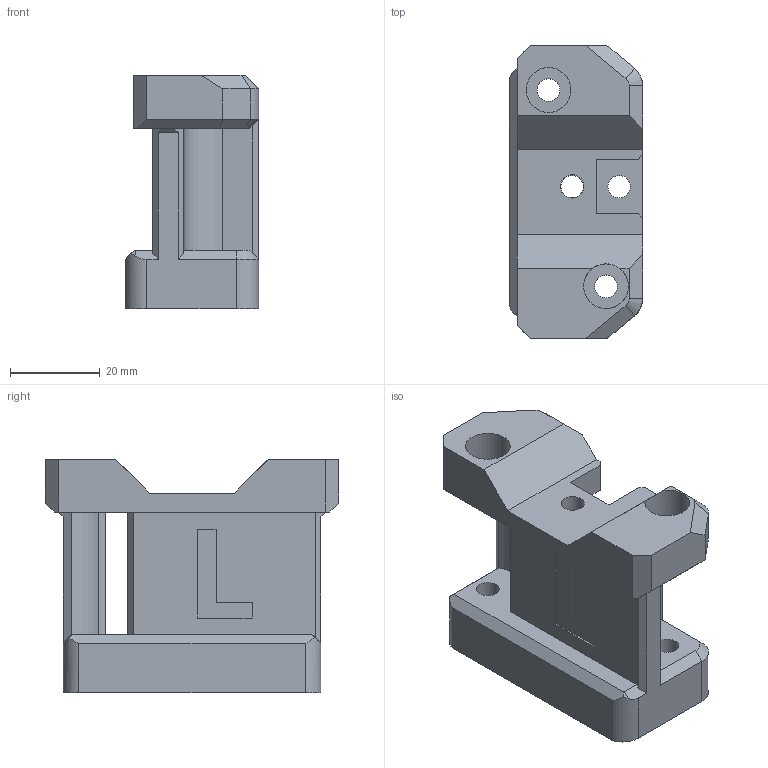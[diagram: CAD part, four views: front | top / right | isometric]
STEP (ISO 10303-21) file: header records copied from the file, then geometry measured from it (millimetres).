
FILE_DESCRIPTION(/* description */ ('STEP AP214'),/* implementation_level */ '2;1');
FILE_NAME(/* name */ '6083075bad7a4210dca02c36',/* time_stamp */ '2021-04-23T17:43:56+00:00',/* author */ (''),/* organization */ (''),/* preprocessor_version */ 'ST-DEVELOPER v18.1',/* originating_system */ ' ',/* authorisation */ ' ');
FILE_SCHEMA (('AUTOMOTIVE_DESIGN {1 0 10303 214 3 1 1}'));
Length unit declared in the file: metre
Products named in the file (1): xy_joiner_left
Bounding box: 29.75 x 65.5 x 52 mm (x, y, z)
Volume: 45993.5 mm3; surface area: 16340.2 mm2
Topology: 1 solids, 1 shells, 121 faces, 341 edges, 224 vertices
Faces by surface type: plane 96, cylinder 19, cone 6
Full cylindrical faces by diameter (mm): 5 x2, 5.1 x4, 5.2 x1, 9 x2, 10 x2
Entity records: 3860 total; most frequent: CARTESIAN_POINT 684, ORIENTED_EDGE 656, DIRECTION 620, EDGE_CURVE 328, LINE 272, VECTOR 272, VERTEX_POINT 222, AXIS2_PLACEMENT_3D 174
